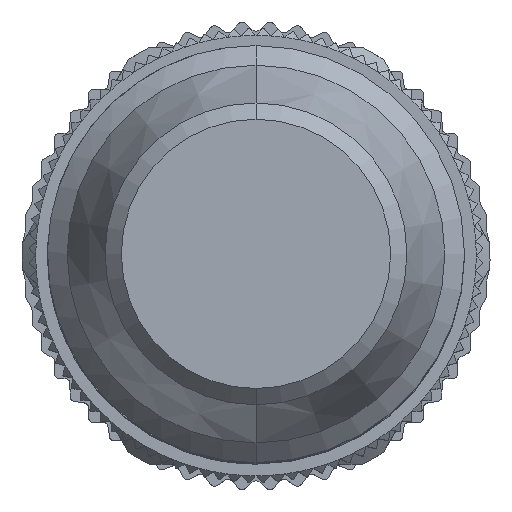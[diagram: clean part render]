
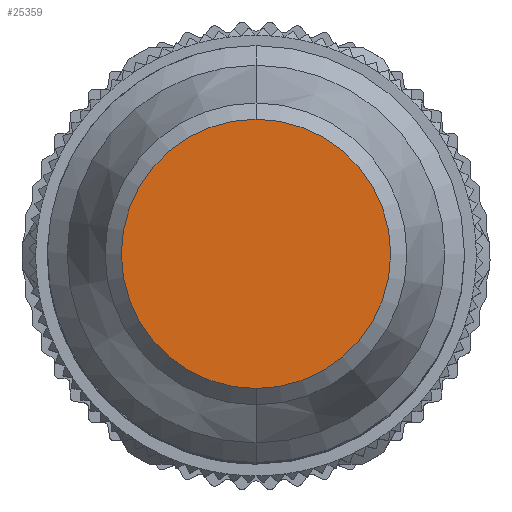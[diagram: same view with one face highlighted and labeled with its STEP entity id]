
A CAD part, top view. The second image highlights one B-rep face of the part: STEP entity #25359.
In plain terms, the highlighted planar face has unit normal (0, 0, 1).
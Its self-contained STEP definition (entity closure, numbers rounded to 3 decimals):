
#25323=AXIS2_PLACEMENT_3D('Circle Axis2P3D',#25321,#25322,$) ;
#25340=AXIS2_PLACEMENT_3D('Circle Axis2P3D',#25338,#25339,$) ;
#25353=AXIS2_PLACEMENT_3D('Plane Axis2P3D',#25350,#25351,#25352) ;
#25311=CARTESIAN_POINT('Vertex',(10.1,4.272,63.7)) ;
#25318=CARTESIAN_POINT('Vertex',(10.1,15.892,63.7)) ;
#25321=CARTESIAN_POINT('Axis2P3D Location',(10.1,10.082,63.7)) ;
#25338=CARTESIAN_POINT('Axis2P3D Location',(10.1,10.082,63.7)) ;
#25350=CARTESIAN_POINT('Axis2P3D Location',(10.1,10.082,63.7)) ;
#25322=DIRECTION('Axis2P3D Direction',(0.,0.,-1.)) ;
#25339=DIRECTION('Axis2P3D Direction',(0.,0.,-1.)) ;
#25351=DIRECTION('Axis2P3D Direction',(0.,0.,1.)) ;
#25352=DIRECTION('Axis2P3D XDirection',(0.,-1.,0.)) ;
#25356=ORIENTED_EDGE('',*,*,#25325,.T.) ;
#25357=ORIENTED_EDGE('',*,*,#25342,.T.) ;
#25359=ADVANCED_FACE('Hauptk\X2\00F6\X0\rper',(#25358),#25354,.T.) ;
#25324=CIRCLE('generated circle',#25323,5.81) ;
#25341=CIRCLE('generated circle',#25340,5.81) ;
#25325=EDGE_CURVE('',#25312,#25319,#25324,.F.) ;
#25342=EDGE_CURVE('',#25319,#25312,#25341,.F.) ;
#25355=EDGE_LOOP('',(#25356,#25357)) ;
#25358=FACE_OUTER_BOUND('',#25355,.T.) ;
#25354=PLANE('',#25353) ;
#25312=VERTEX_POINT('',#25311) ;
#25319=VERTEX_POINT('',#25318) ;
